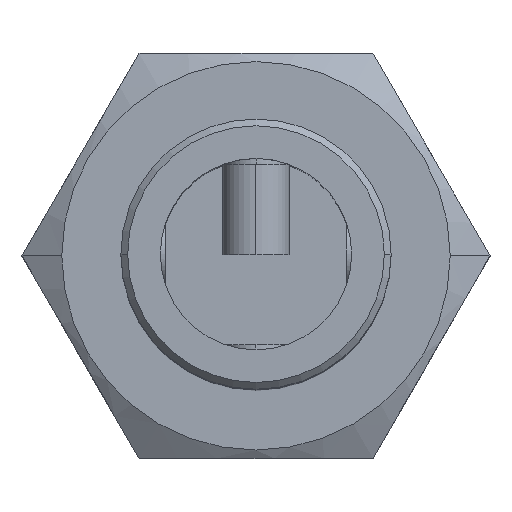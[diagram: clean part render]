
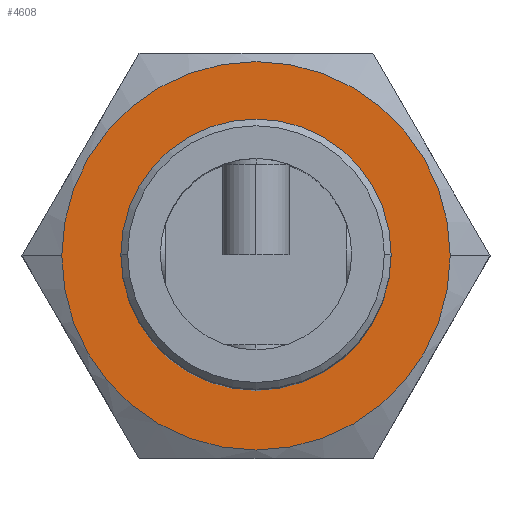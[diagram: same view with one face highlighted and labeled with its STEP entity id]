
A CAD part, top view. The second image highlights one B-rep face of the part: STEP entity #4608.
In plain terms, the highlighted planar face has unit normal (0, 0, 1).
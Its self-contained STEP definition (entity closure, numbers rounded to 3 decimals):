
#14 = EDGE_CURVE ( 'NONE', #2109, #3052, #1750, .T. ) ;
#43 = CARTESIAN_POINT ( 'NONE',  ( 0., 0., 24.9 ) ) ;
#512 = CARTESIAN_POINT ( 'NONE',  ( 5.196, -9., 24.9 ) ) ;
#1750 = CIRCLE ( 'NONE', #3531, 8.625 ) ;
#2109 = VERTEX_POINT ( 'NONE', #17952 ) ;
#2873 = EDGE_CURVE ( 'NONE', #9915, #20674, #3547, .T. ) ;
#3052 = VERTEX_POINT ( 'NONE', #16431 ) ;
#3531 = AXIS2_PLACEMENT_3D ( 'NONE', #8665, #5042, #8595 ) ;
#3547 = CIRCLE ( 'NONE', #15825, 5.383 ) ;
#3819 = DIRECTION ( 'NONE',  ( -1., 0., 0. ) ) ;
#4130 = FACE_BOUND ( 'NONE', #14544, .T. ) ;
#4353 = AXIS2_PLACEMENT_3D ( 'NONE', #43, #19559, #3819 ) ;
#4481 = EDGE_CURVE ( 'NONE', #3052, #2109, #7445, .T. ) ;
#4512 = AXIS2_PLACEMENT_3D ( 'NONE', #512, #18182, #12800 ) ;
#4608 = ADVANCED_FACE ( 'NONE', ( #4130, #9907 ), #21469, .T. ) ;
#5042 = DIRECTION ( 'NONE',  ( 0., 0., -1. ) ) ;
#6559 = AXIS2_PLACEMENT_3D ( 'NONE', #11822, #20650, #10286 ) ;
#7319 = DIRECTION ( 'NONE',  ( 1., 0., 0. ) ) ;
#7445 = CIRCLE ( 'NONE', #4353, 8.625 ) ;
#8338 = ORIENTED_EDGE ( 'NONE', *, *, #4481, .F. ) ;
#8595 = DIRECTION ( 'NONE',  ( -1., 0., 0. ) ) ;
#8665 = CARTESIAN_POINT ( 'NONE',  ( 0., 0., 24.9 ) ) ;
#9907 = FACE_OUTER_BOUND ( 'NONE', #13179, .T. ) ;
#9915 = VERTEX_POINT ( 'NONE', #15552 ) ;
#10286 = DIRECTION ( 'NONE',  ( 1., 0., 0. ) ) ;
#11822 = CARTESIAN_POINT ( 'NONE',  ( 0., 0., 24.9 ) ) ;
#12800 = DIRECTION ( 'NONE',  ( 1., 0., 0. ) ) ;
#12998 = CARTESIAN_POINT ( 'NONE',  ( 5.383, 0., 24.9 ) ) ;
#13179 = EDGE_LOOP ( 'NONE', ( #8338, #15022 ) ) ;
#14544 = EDGE_LOOP ( 'NONE', ( #17612, #17090 ) ) ;
#15022 = ORIENTED_EDGE ( 'NONE', *, *, #14, .F. ) ;
#15552 = CARTESIAN_POINT ( 'NONE',  ( -5.383, 0., 24.9 ) ) ;
#15825 = AXIS2_PLACEMENT_3D ( 'NONE', #17981, #16274, #7319 ) ;
#16274 = DIRECTION ( 'NONE',  ( 0., 0., -1. ) ) ;
#16431 = CARTESIAN_POINT ( 'NONE',  ( -8.625, 0., 24.9 ) ) ;
#17090 = ORIENTED_EDGE ( 'NONE', *, *, #2873, .T. ) ;
#17612 = ORIENTED_EDGE ( 'NONE', *, *, #18286, .T. ) ;
#17952 = CARTESIAN_POINT ( 'NONE',  ( 8.625, 0., 24.9 ) ) ;
#17981 = CARTESIAN_POINT ( 'NONE',  ( 0., 0., 24.9 ) ) ;
#18182 = DIRECTION ( 'NONE',  ( 0., 0., 1. ) ) ;
#18286 = EDGE_CURVE ( 'NONE', #20674, #9915, #22380, .T. ) ;
#19559 = DIRECTION ( 'NONE',  ( 0., 0., -1. ) ) ;
#20650 = DIRECTION ( 'NONE',  ( 0., 0., -1. ) ) ;
#20674 = VERTEX_POINT ( 'NONE', #12998 ) ;
#21469 = PLANE ( 'NONE',  #4512 ) ;
#22380 = CIRCLE ( 'NONE', #6559, 5.383 ) ;
